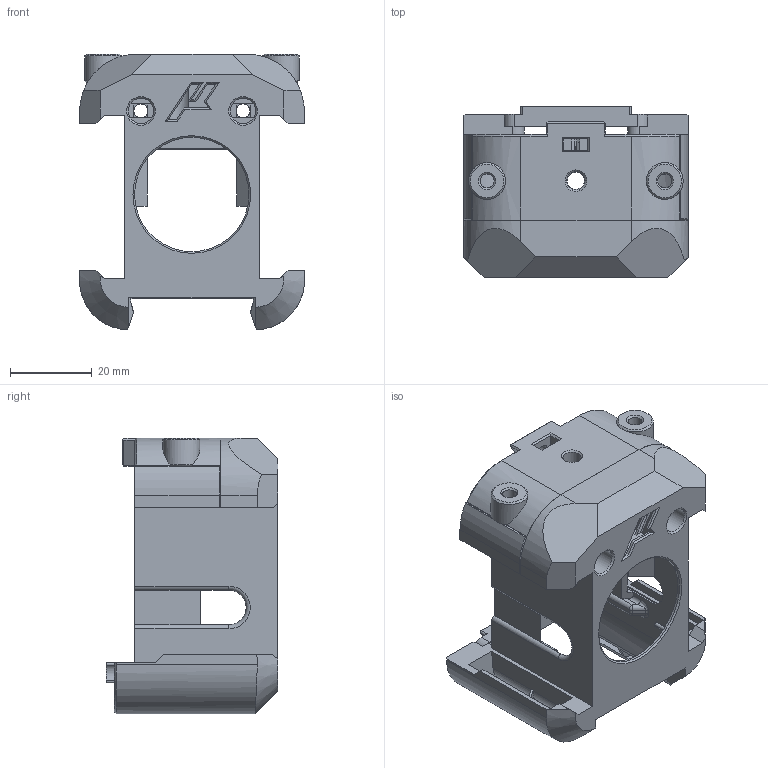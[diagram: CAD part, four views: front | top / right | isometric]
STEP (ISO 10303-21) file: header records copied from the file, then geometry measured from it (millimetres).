
FILE_DESCRIPTION(/* description */ (''),/* implementation_level */ '2;1');
FILE_NAME(/* name */ 'Dragon_Burner_v0-Brick.step',/* time_stamp */ '2023-11-12T16:23:47-08:00',/* author */ (''),/* organization */ (''),/* preprocessor_version */ 'ST-DEVELOPER v20',/* originating_system */ 'Autodesk Translation Framework v12.14.0.127',/* authorisation */ '');
FILE_SCHEMA (('AUTOMOTIVE_DESIGN { 1 0 10303 214 3 1 1 }'));
Length unit declared in the file: millimetre
Products named in the file (12): (Unsaved); Cowl; Ducts; Duct_Left; Standard (1); Duct_Right; Standard; MicronBody; Hotend_Mounts; Dragonfly_Mount; Sherpa_Mini_Mount; Brace_Straight
Assembly tree (11 placements, depth 5):
  (Unsaved)
    Cowl
      Ducts
        Duct_Left
          Standard (1)
        Duct_Right
          Standard
      MicronBody
    Hotend_Mounts
      Dragonfly_Mount
    Sherpa_Mini_Mount
    Brace_Straight
Bounding box: 55 x 42 x 67.41 mm (x, y, z)
Volume: 36473.3 mm3; surface area: 28123 mm2
Topology: 4 solids, 5 shells, 471 faces, 1270 edges, 808 vertices
Faces by surface type: plane 314, cylinder 99, cone 44, bspline 6, torus 4, sphere 4
Full cylindrical faces by diameter (mm): 2.9 x2, 3 x4, 3.4 x8, 3.417 x4, 4.2 x1, 4.517 x1, 4.7 x2, 6 x3, 6.2 x2, 9 x2, 28 x1
Entity records: 15279 total; most frequent: CARTESIAN_POINT 2915, ORIENTED_EDGE 2538, DIRECTION 2515, EDGE_CURVE 1269, LINE 925, VECTOR 925, VERTEX_POINT 808, AXIS2_PLACEMENT_3D 795
